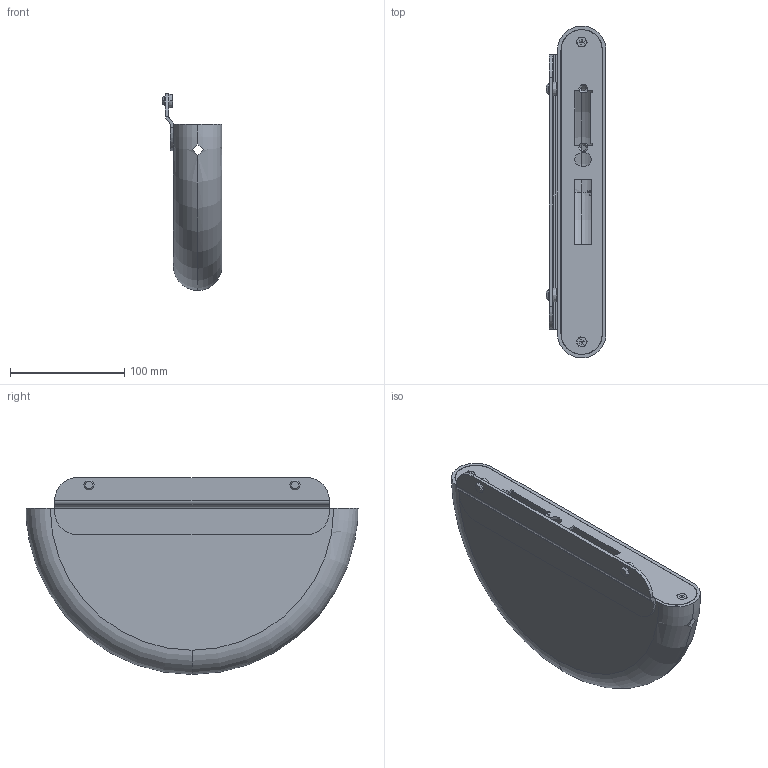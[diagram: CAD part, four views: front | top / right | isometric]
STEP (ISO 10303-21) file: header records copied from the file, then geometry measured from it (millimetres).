
FILE_DESCRIPTION (( 'STEP AP203' ), '1' );
FILE_NAME ('14571.STEP', '2021-03-24T10:50:56', ( '' ), ( '' ), 'SwSTEP 2.0', 'SolidWorks 2018', '' );
FILE_SCHEMA (( 'CONFIG_CONTROL_DESIGN' ));
Length unit declared in the file: millimetre
Products named in the file (12): 14571; 14571 Teil3_14571 Teil3; 14571 Teil3; DIN 965; DIN 965_DIN 965 M5x10; 14571 Teil2_14571 Teil2; 14571 Teil1_14571 Teil1; 14571 Teil1; 14571 Teil2
Assembly tree (8 placements, depth 2):
  14571
    DIN 965
    DIN 965
  14571 Teil3
  14571
    14571 Teil1_14571 Teil1
    DIN 965_DIN 965 M5x10  x2
    14571 Teil2_14571 Teil2
    14571 Teil3_14571 Teil3  x2
  14571 Teil3
  14571 Teil1
Bounding box: 52.4 x 290 x 172.07 mm (x, y, z)
Volume: 288168 mm3; surface area: 188836.5 mm2
Topology: 6 solids, 6 shells, 394 faces, 1048 edges, 676 vertices
Faces by surface type: plane 193, bspline 76, cylinder 53, torus 36, cone 32, sphere 4
Entity records: 16168 total; most frequent: CARTESIAN_POINT 6564, ORIENTED_EDGE 1916, DIRECTION 1547, EDGE_CURVE 958, VERTEX_POINT 617, AXIS2_PLACEMENT_3D 575, LINE 397, VECTOR 397
